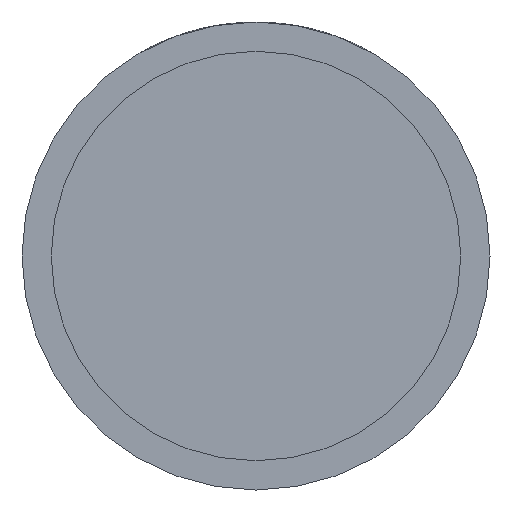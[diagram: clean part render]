
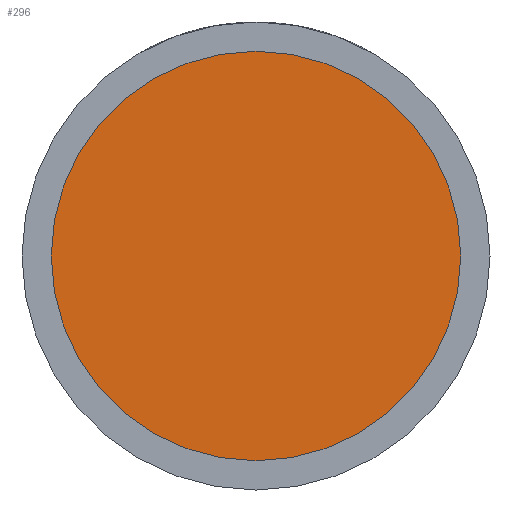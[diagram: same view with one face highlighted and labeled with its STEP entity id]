
A CAD part, front view. The second image highlights one B-rep face of the part: STEP entity #296.
In plain terms, the highlighted planar face has unit normal (0, -1, 0).
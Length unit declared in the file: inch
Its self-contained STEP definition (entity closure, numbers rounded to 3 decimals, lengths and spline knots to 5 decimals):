
#107=CARTESIAN_POINT('',(0.,-0.3937,0.));
#108=DIRECTION('',(0.,1.,0.));
#109=DIRECTION('',(1.,0.,0.));
#110=AXIS2_PLACEMENT_3D('',#107,#108,#109);
#112=CARTESIAN_POINT('',(0.,-0.3937,0.));
#113=DIRECTION('',(0.,1.,0.));
#114=DIRECTION('',(-1.,0.,0.));
#115=AXIS2_PLACEMENT_3D('',#112,#113,#114);
#139=CARTESIAN_POINT('',(0.0689,-0.3937,0.));
#140=VERTEX_POINT('',#139);
#141=CARTESIAN_POINT('',(-0.0689,-0.3937,0.));
#142=VERTEX_POINT('',#141);
#287=CARTESIAN_POINT('',(0.,-0.3937,0.));
#288=DIRECTION('',(0.,1.,0.));
#289=DIRECTION('',(1.,0.,0.));
#290=AXIS2_PLACEMENT_3D('',#287,#288,#289);
#291=PLANE('',#290);
#292=ORIENTED_EDGE('',*,*,#267,.T.);
#293=ORIENTED_EDGE('',*,*,#281,.T.);
#294=EDGE_LOOP('',(#292,#293));
#295=FACE_OUTER_BOUND('',#294,.F.);
#296=ADVANCED_FACE('',(#295),#291,.F.);
#111=CIRCLE('',#110,0.0689);
#116=CIRCLE('',#115,0.0689);
#267=EDGE_CURVE('',#140,#142,#111,.T.);
#281=EDGE_CURVE('',#142,#140,#116,.T.);
